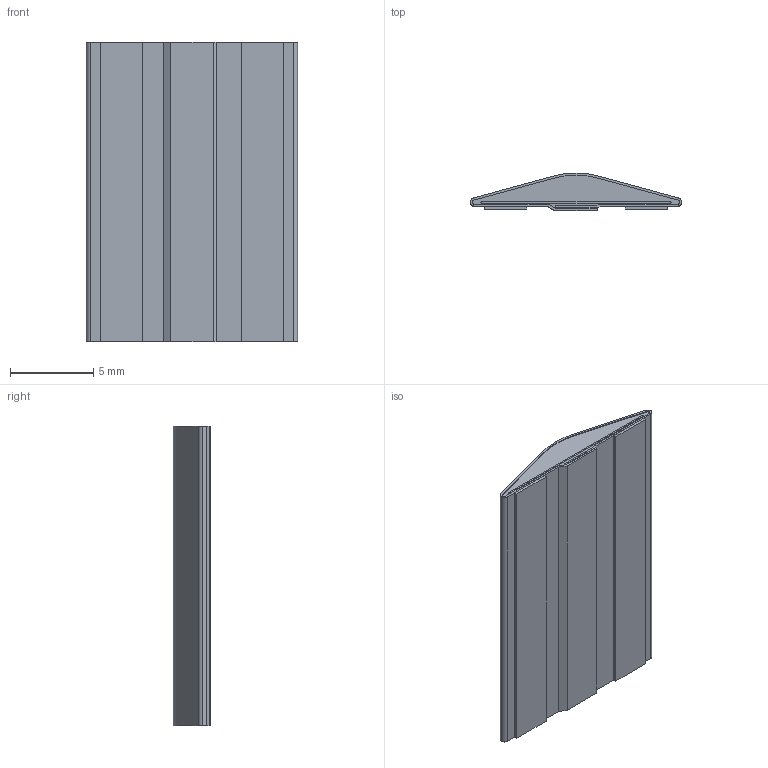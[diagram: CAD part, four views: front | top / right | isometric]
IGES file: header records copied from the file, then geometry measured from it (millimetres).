
Start section: SolidWorks IGES file using analytic representation for surfaces
Global section: file name: EK57n2Zxxxx.IGS; native system: SolidWorks 2011; preprocessor: SolidWorks 2011; author: ldavid; date: 110823.105940; units: millimetre
Bounding box: 12.7 x 2.25 x 18 mm (x, y, z)
Surface area: 2142.8 mm2 (no closed solid volume)
Topology: 0 solids, 0 shells, 61 faces, 412 edges, 412 vertices
Faces by surface type: bspline 46, revolution 15
